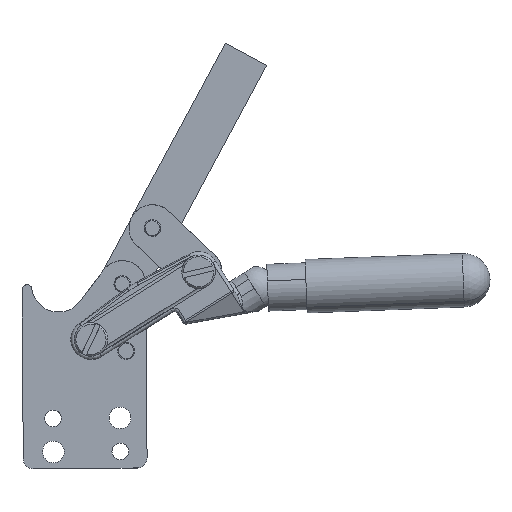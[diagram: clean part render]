
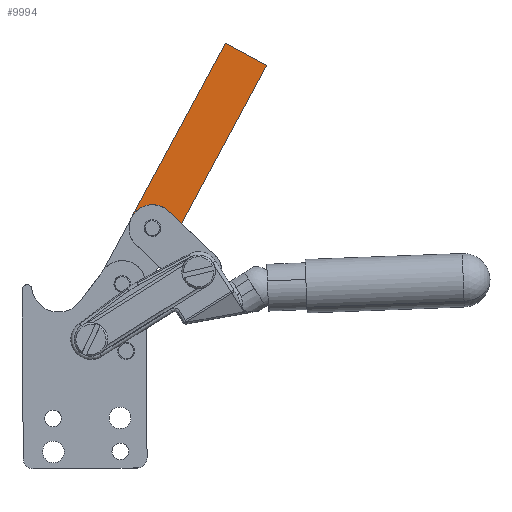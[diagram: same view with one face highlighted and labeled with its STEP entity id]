
A CAD part, top view. The second image highlights one B-rep face of the part: STEP entity #9994.
In plain terms, the highlighted planar face has unit normal (0, 0, 1).
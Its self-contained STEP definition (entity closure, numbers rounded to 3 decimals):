
#9765=CARTESIAN_POINT('',(120.435,68.341,-46.954));
#9766=VERTEX_POINT('',#9765);
#9767=CARTESIAN_POINT('',(132.764,61.709,-46.954));
#9768=VERTEX_POINT('',#9767);
#9769=CARTESIAN_POINT('',(120.435,68.341,-46.954));
#9770=DIRECTION('',(0.881,-0.474,0.0));
#9771=VECTOR('',#9770,14.);
#9772=LINE('',#9769,#9771);
#9773=EDGE_CURVE('',#9766,#9768,#9772,.T.);
#9812=CARTESIAN_POINT('',(92.485,16.381,-46.954));
#9813=VERTEX_POINT('',#9812);
#9820=CARTESIAN_POINT('',(92.485,16.381,-46.954));
#9821=DIRECTION('',(0.474,0.881,0.));
#9822=VECTOR('',#9821,59.);
#9823=LINE('',#9820,#9822);
#9824=EDGE_CURVE('',#9813,#9766,#9823,.T.);
#9915=CARTESIAN_POINT('',(107.35,14.463,-46.954));
#9916=VERTEX_POINT('',#9915);
#9917=CARTESIAN_POINT('',(132.764,61.709,-46.954));
#9918=DIRECTION('',(-0.474,-0.881,0.));
#9919=VECTOR('',#9918,53.647);
#9920=LINE('',#9917,#9919);
#9921=EDGE_CURVE('',#9768,#9916,#9920,.T.);
#9969=CARTESIAN_POINT('',(106.466,27.596,-46.954));
#9970=DIRECTION('',(0.0,0.0,1.0));
#9971=DIRECTION('',(-0.474,-0.881,0.0));
#9972=AXIS2_PLACEMENT_3D('',#9969,#9970,#9971);
#9973=PLANE('',#9972);
#9974=CARTESIAN_POINT('',(103.465,18.146,-46.954));
#9975=VERTEX_POINT('',#9974);
#9976=CARTESIAN_POINT('',(98.65,13.065,-46.954));
#9977=DIRECTION('',(0.,0.,-1.0));
#9978=DIRECTION('',(-0.688,-0.726,0.));
#9979=AXIS2_PLACEMENT_3D('',#9976,#9977,#9978);
#9980=CIRCLE('',#9979,7.);
#9981=EDGE_CURVE('',#9813,#9975,#9980,.T.);
#9982=ORIENTED_EDGE('',*,*,#9981,.T.);
#9983=CARTESIAN_POINT('',(103.465,18.146,-46.954));
#9984=DIRECTION('',(0.726,-0.688,0.));
#9985=VECTOR('',#9984,5.353);
#9986=LINE('',#9983,#9985);
#9987=EDGE_CURVE('',#9975,#9916,#9986,.T.);
#9988=ORIENTED_EDGE('',*,*,#9987,.T.);
#9989=ORIENTED_EDGE('',*,*,#9921,.F.);
#9990=ORIENTED_EDGE('',*,*,#9773,.F.);
#9991=ORIENTED_EDGE('',*,*,#9824,.F.);
#9992=EDGE_LOOP('',(#9982,#9988,#9989,#9990,#9991));
#9993=FACE_OUTER_BOUND('',#9992,.T.);
#9994=ADVANCED_FACE('',(#9993),#9973,.T.);
